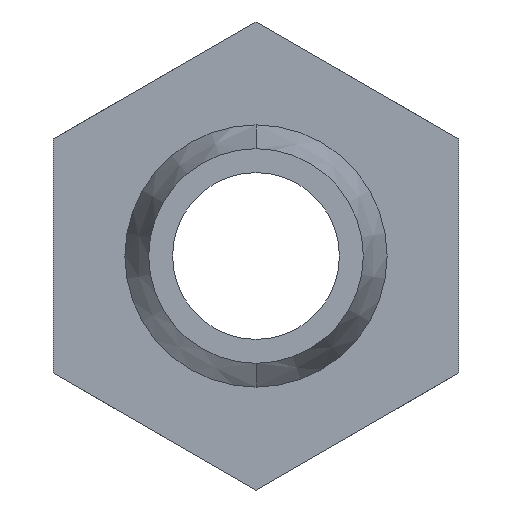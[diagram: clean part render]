
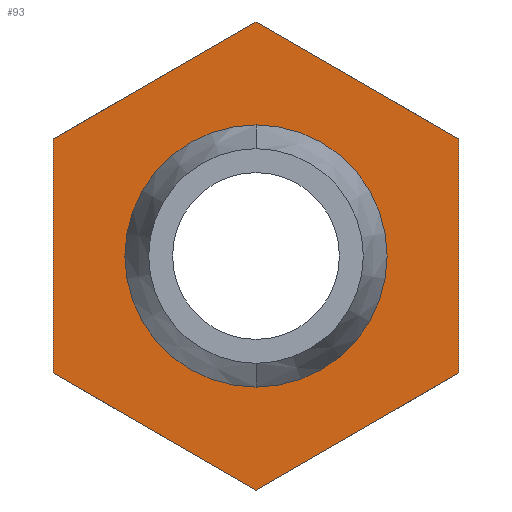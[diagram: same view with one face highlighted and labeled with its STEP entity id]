
A CAD part, front view. The second image highlights one B-rep face of the part: STEP entity #93.
In plain terms, the highlighted planar face has unit normal (0, -1, 0).
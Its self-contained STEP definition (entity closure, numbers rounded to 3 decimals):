
#93=ADVANCED_FACE('',(#198,#199),#200,.T.);
#198=FACE_BOUND('',#315,.T.);
#199=FACE_OUTER_BOUND('',#316,.T.);
#200=PLANE('',#317);
#315=EDGE_LOOP('',(#520,#521));
#316=EDGE_LOOP('',(#522,#523,#524,#525,#526,#527));
#317=AXIS2_PLACEMENT_3D('',#528,#529,#530);
#520=ORIENTED_EDGE('',*,*,#685,.T.);
#521=ORIENTED_EDGE('',*,*,#742,.T.);
#522=ORIENTED_EDGE('',*,*,#740,.F.);
#523=ORIENTED_EDGE('',*,*,#718,.F.);
#524=ORIENTED_EDGE('',*,*,#722,.F.);
#525=ORIENTED_EDGE('',*,*,#726,.T.);
#526=ORIENTED_EDGE('',*,*,#731,.T.);
#527=ORIENTED_EDGE('',*,*,#735,.T.);
#528=CARTESIAN_POINT('',(11.0,-15.0,0.0));
#529=DIRECTION('',(0.0,-1.0,0.0));
#530=DIRECTION('',(0.0,0.0,-1.0));
#685=EDGE_CURVE('',#811,#809,#812,.T.);
#718=EDGE_CURVE('',#863,#857,#865,.T.);
#722=EDGE_CURVE('',#868,#863,#870,.T.);
#726=EDGE_CURVE('',#868,#874,#876,.T.);
#731=EDGE_CURVE('',#874,#881,#883,.T.);
#735=EDGE_CURVE('',#881,#886,#888,.T.);
#740=EDGE_CURVE('',#857,#886,#893,.T.);
#742=EDGE_CURVE('',#809,#811,#895,.T.);
#809=VERTEX_POINT('',#976);
#811=VERTEX_POINT('',#979);
#812=CIRCLE('',#980,4.5);
#857=VERTEX_POINT('',#1034);
#863=VERTEX_POINT('',#1049);
#865=LINE('',#1052,#1053);
#868=VERTEX_POINT('',#1059);
#870=LINE('',#1062,#1063);
#874=VERTEX_POINT('',#1070);
#876=LINE('',#1073,#1074);
#881=VERTEX_POINT('',#1087);
#883=LINE('',#1090,#1091);
#886=VERTEX_POINT('',#1097);
#888=LINE('',#1100,#1101);
#893=LINE('',#1115,#1116);
#895=CIRCLE('',#1118,4.5);
#976=CARTESIAN_POINT('',(0.,-15.0,-4.5));
#979=CARTESIAN_POINT('',(0.0,-15.0,4.5));
#980=AXIS2_PLACEMENT_3D('',#1176,#1177,#1178);
#1034=CARTESIAN_POINT('',(8.5,-15.0,-4.907));
#1049=CARTESIAN_POINT('',(8.5,-15.0,4.907));
#1052=CARTESIAN_POINT('',(8.5,-15.0,4.907));
#1053=VECTOR('',#1229,1000.0);
#1059=CARTESIAN_POINT('',(0.,-15.0,9.815));
#1062=CARTESIAN_POINT('',(0.0,-15.0,9.815));
#1063=VECTOR('',#1231,1000.0);
#1070=CARTESIAN_POINT('',(-8.5,-15.0,4.907));
#1073=CARTESIAN_POINT('',(0.0,-15.0,9.815));
#1074=VECTOR('',#1233,1000.0);
#1087=CARTESIAN_POINT('',(-8.5,-15.0,-4.907));
#1090=CARTESIAN_POINT('',(-8.5,-15.0,4.907));
#1091=VECTOR('',#1235,1000.0);
#1097=CARTESIAN_POINT('',(0.,-15.0,-9.815));
#1100=CARTESIAN_POINT('',(-8.5,-15.0,-4.907));
#1101=VECTOR('',#1237,1000.0);
#1115=CARTESIAN_POINT('',(8.5,-15.0,-4.907));
#1116=VECTOR('',#1238,1000.0);
#1118=AXIS2_PLACEMENT_3D('',#1239,#1240,#1241);
#1176=CARTESIAN_POINT('',(0.0,-15.0,0.0));
#1177=DIRECTION('',(0.0,1.0,0.0));
#1178=DIRECTION('',(0.0,0.0,1.0));
#1229=DIRECTION('',(0.0,0.0,-1.0));
#1231=DIRECTION('',(0.866,0.0,-0.5));
#1233=DIRECTION('',(-0.866,0.0,-0.5));
#1235=DIRECTION('',(0.0,0.0,-1.0));
#1237=DIRECTION('',(0.866,0.0,-0.5));
#1238=DIRECTION('',(-0.866,0.0,-0.5));
#1239=CARTESIAN_POINT('',(0.0,-15.0,0.0));
#1240=DIRECTION('',(0.0,1.0,0.0));
#1241=DIRECTION('',(0.0,0.0,1.0));
